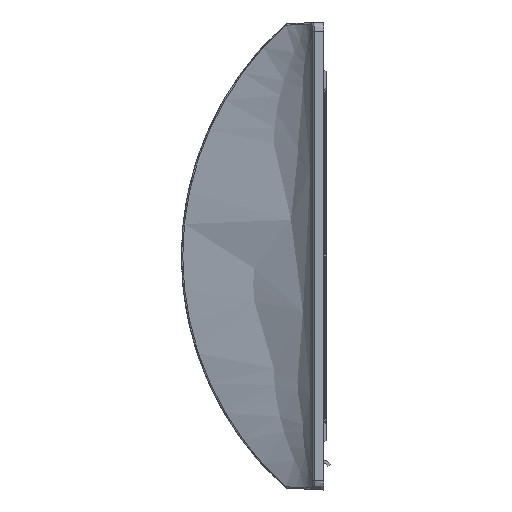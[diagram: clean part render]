
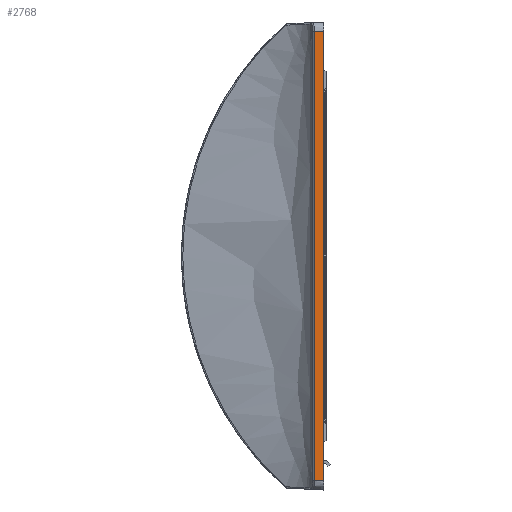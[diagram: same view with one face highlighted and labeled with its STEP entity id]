
A CAD part, left-side view. The second image highlights one B-rep face of the part: STEP entity #2768.
In plain terms, the highlighted planar face has unit normal (-1, 0, 0).
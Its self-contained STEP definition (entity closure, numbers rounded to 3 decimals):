
#151 = DIRECTION ( 'NONE',  ( 0., -1., 0. ) ) ;
#346 = VERTEX_POINT ( 'NONE', #4516 ) ;
#440 = DIRECTION ( 'NONE',  ( 0., 0., 1. ) ) ;
#483 = VECTOR ( 'NONE', #1325, 1000. ) ;
#685 = LINE ( 'NONE', #3940, #3245 ) ;
#753 = CARTESIAN_POINT ( 'NONE',  ( -600., 1.507, 0. ) ) ;
#792 = LINE ( 'NONE', #753, #483 ) ;
#1020 = PLANE ( 'NONE',  #4994 ) ;
#1217 = CARTESIAN_POINT ( 'NONE',  ( -600., 43., -35.501 ) ) ;
#1303 = ORIENTED_EDGE ( 'NONE', *, *, #5683, .T. ) ;
#1325 = DIRECTION ( 'NONE',  ( 0., 0., -1. ) ) ;
#1854 = EDGE_CURVE ( 'NONE', #2099, #346, #685, .T. ) ;
#2089 = DIRECTION ( 'NONE',  ( 0., -1., 0. ) ) ;
#2099 = VERTEX_POINT ( 'NONE', #5998 ) ;
#2768 = ADVANCED_FACE ( 'NONE', ( #3088 ), #1020, .F. ) ;
#2869 = EDGE_CURVE ( 'NONE', #6268, #4716, #792, .T. ) ;
#3088 = FACE_OUTER_BOUND ( 'NONE', #5099, .T. ) ;
#3161 = DIRECTION ( 'NONE',  ( 1., 0., 0. ) ) ;
#3245 = VECTOR ( 'NONE', #5023, 1000. ) ;
#3460 = CARTESIAN_POINT ( 'NONE',  ( -600., 1.507, 35.501 ) ) ;
#3602 = CARTESIAN_POINT ( 'NONE',  ( -600., 43., 35.501 ) ) ;
#3940 = CARTESIAN_POINT ( 'NONE',  ( -600., 0., 37.001 ) ) ;
#4046 = VECTOR ( 'NONE', #151, 1000. ) ;
#4281 = EDGE_CURVE ( 'NONE', #6268, #2099, #4689, .T. ) ;
#4385 = VECTOR ( 'NONE', #2089, 1000. ) ;
#4438 = ORIENTED_EDGE ( 'NONE', *, *, #2869, .T. ) ;
#4516 = CARTESIAN_POINT ( 'NONE',  ( -600., 0., -35.501 ) ) ;
#4689 = LINE ( 'NONE', #3602, #4385 ) ;
#4716 = VERTEX_POINT ( 'NONE', #6783 ) ;
#4994 = AXIS2_PLACEMENT_3D ( 'NONE', #6368, #3161, #440 ) ;
#5023 = DIRECTION ( 'NONE',  ( 0., 0., -1. ) ) ;
#5099 = EDGE_LOOP ( 'NONE', ( #6594, #4438, #1303, #5184 ) ) ;
#5184 = ORIENTED_EDGE ( 'NONE', *, *, #1854, .F. ) ;
#5683 = EDGE_CURVE ( 'NONE', #4716, #346, #6081, .T. ) ;
#5998 = CARTESIAN_POINT ( 'NONE',  ( -600., 0., 35.501 ) ) ;
#6081 = LINE ( 'NONE', #1217, #4046 ) ;
#6268 = VERTEX_POINT ( 'NONE', #3460 ) ;
#6368 = CARTESIAN_POINT ( 'NONE',  ( -600., -26.534, 0. ) ) ;
#6594 = ORIENTED_EDGE ( 'NONE', *, *, #4281, .F. ) ;
#6783 = CARTESIAN_POINT ( 'NONE',  ( -600., 1.507, -35.501 ) ) ;
